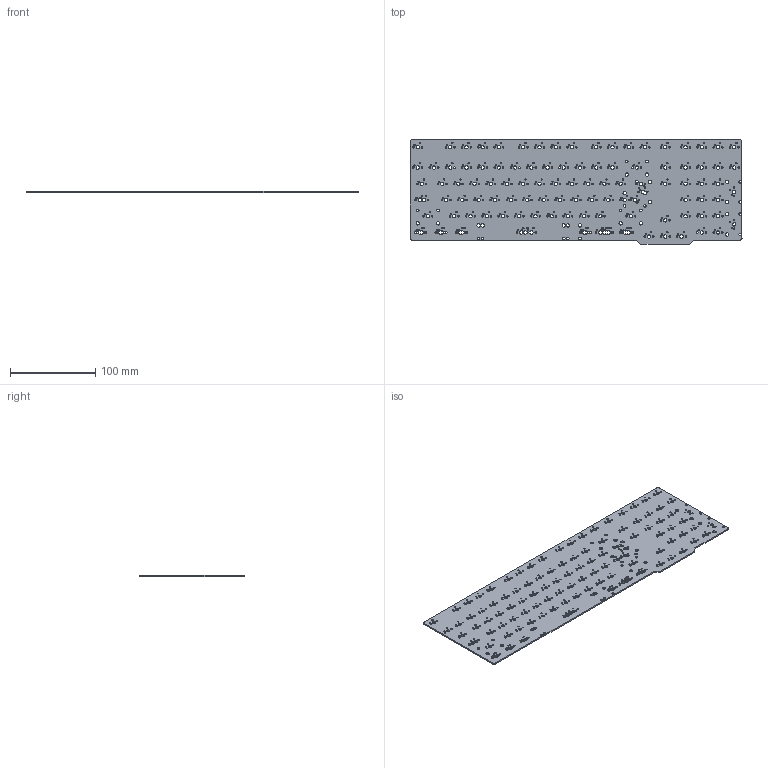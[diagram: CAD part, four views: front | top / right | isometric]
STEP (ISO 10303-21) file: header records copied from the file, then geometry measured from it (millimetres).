
FILE_DESCRIPTION(('KiCad electronic assembly'),'2;1');
FILE_NAME('Unlined PCB.step','2020-11-27T06:19:14',('An Author'),( 'A Company'),'Open CASCADE STEP processor 6.9', 'KiCad to STEP converter','Unknown');
FILE_SCHEMA(('AUTOMOTIVE_DESIGN { 1 0 10303 214 1 1 1 1 }'));
Length unit declared in the file: millimetre
Products named in the file (2): Open CASCADE STEP translator 6.9 1; COMPOUND
Assembly tree (1 placements, depth 2):
  Open CASCADE STEP translator 6.9 1
    COMPOUND
Bounding box: 389.7 x 122.95 x 1.6 mm (x, y, z)
Volume: 69808.5 mm3; surface area: 95331.9 mm2
Topology: 1 solids, 1 shells, 658 faces, 1968 edges, 1312 vertices
Faces by surface type: cylinder 648, plane 10
Full cylindrical faces by diameter (mm): 1.47 x225, 1.75 x204, 3.048 x17, 3.988 x111
Entity records: 50755 total; most frequent: DIRECTION 8388, CARTESIAN_POINT 8008, ORIENTED_EDGE 3936, PCURVE 3936, DEFINITIONAL_REPRESENTATION 3936, LINE 3180, VECTOR 3180, CIRCLE 2592
